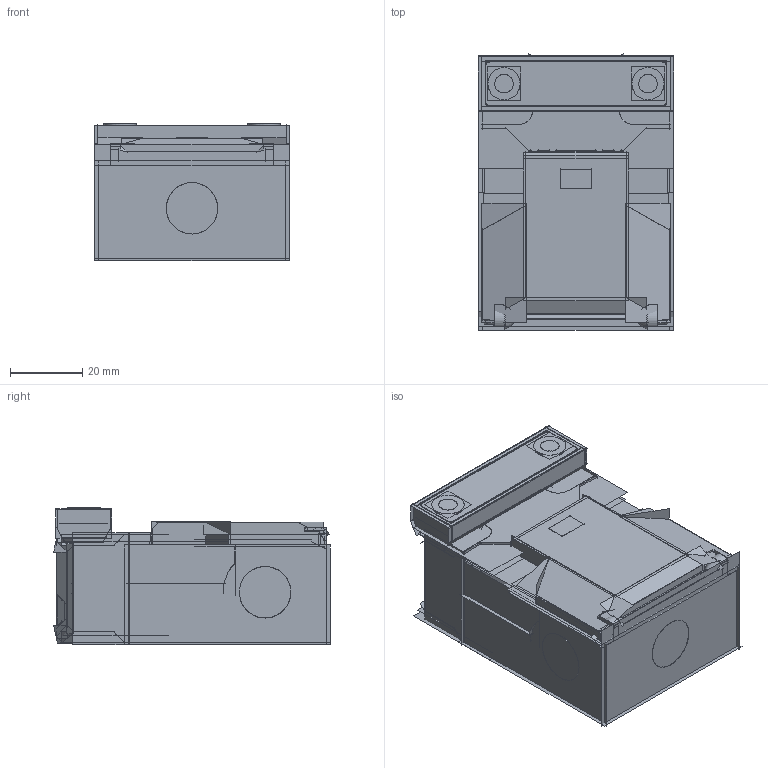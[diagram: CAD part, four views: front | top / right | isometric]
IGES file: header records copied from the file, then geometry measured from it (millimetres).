
Start section:  PTC IGES file: 192590.igs
Global section: file name: 192590.igs; native system: Creo Parametric by Parametric Technology Corporation; preprocessor: 2013230; author: pdmadmin; organization: Unknown; date: 20160127.153633; units: millimetre
Bounding box: 54.32 x 76.83 x 38.28 mm (x, y, z)
Volume: 88804.8 mm3; surface area: 230479.6 mm2
Topology: 6 solids, 6 shells, 1170 faces, 5880 edges, 7194 vertices
Faces by surface type: bspline 926, revolution 244
